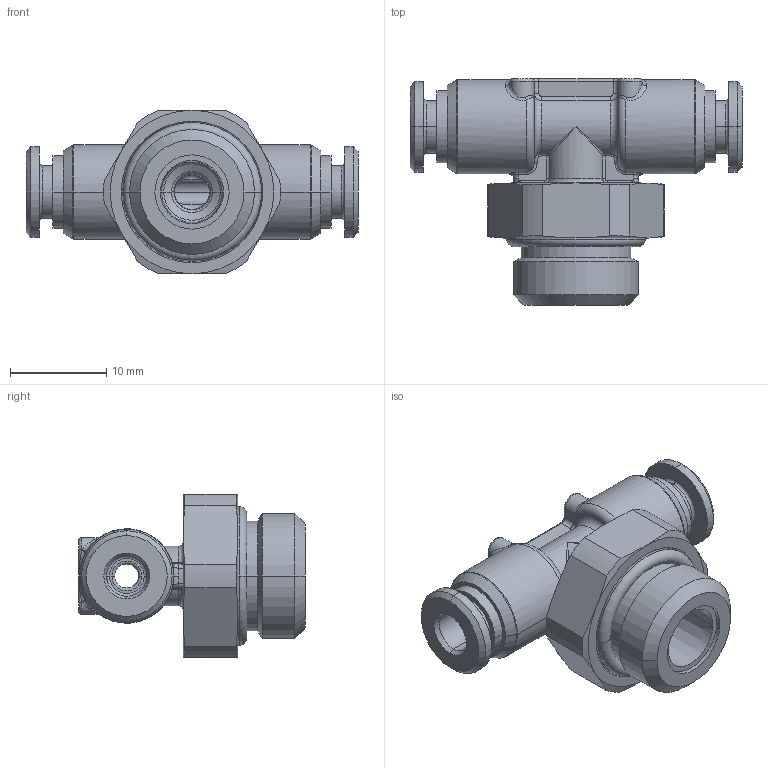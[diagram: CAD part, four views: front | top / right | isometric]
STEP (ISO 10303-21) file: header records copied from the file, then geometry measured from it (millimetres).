
FILE_DESCRIPTION(( 'MXM.21.04.14.stp' ), '1');
FILE_NAME( 'MXM.21.04.14.stp', '2018-09-04T16:08:34',( 'Sopra'),('sopra-pneumatic.com'), 'SwSTEP 2.0','SolidWorks 2009','' );
FILE_SCHEMA(('CONFIG_CONTROL_DESIGN'));
Length unit declared in the file: millimetre
Products named in the file (1): 384305B_921X4M-4FF-1-4
Bounding box: 34.5 x 23.55 x 17 mm (x, y, z)
Volume: 3519.2 mm3; surface area: 3593 mm2
Topology: 2 solids, 2 shells, 305 faces, 705 edges, 410 vertices
Faces by surface type: cylinder 90, torus 58, plane 53, bspline 52, cone 48, sphere 4
Entity records: 11573 total; most frequent: CARTESIAN_POINT 4872, ORIENTED_EDGE 1410, DIRECTION 1409, EDGE_CURVE 705, AXIS2_PLACEMENT_3D 603, VERTEX_POINT 410, CIRCLE 350, EDGE_LOOP 325
